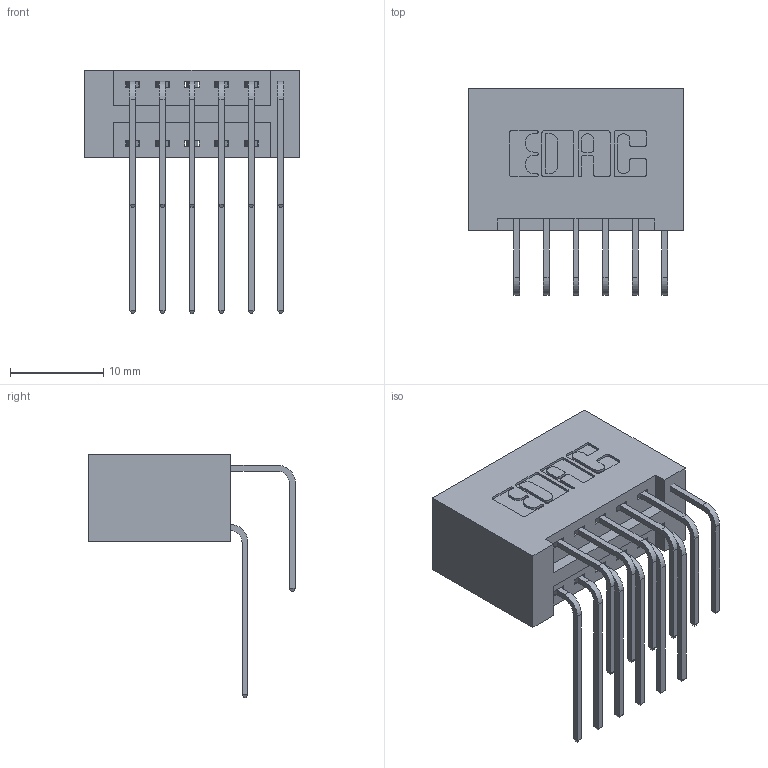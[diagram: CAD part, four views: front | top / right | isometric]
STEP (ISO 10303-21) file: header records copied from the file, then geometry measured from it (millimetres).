
FILE_DESCRIPTION (( 'STEP AP203' ), '1' );
FILE_NAME ('346-012-558-201.STEP', '2022-05-17T20:42:37', ( '' ), ( '' ), 'SwSTEP 2.0', 'SolidWorks 2020', '' );
FILE_SCHEMA (( 'CONFIG_CONTROL_DESIGN' ));
Length unit declared in the file: inch
Products named in the file (4): 346-012-558-201; 346 Part_No Mounting Lugs; 345-292-001_558 559 Tail - 1; 345-292-001_558 Tail - 2
Assembly tree (13 placements, depth 2):
  346-012-558-201
    346 Part_No Mounting Lugs
    345-292-001_558 559 Tail - 1  x6
    345-292-001_558 Tail - 2  x6
Bounding box: 23.11 x 22.16 x 26.16 mm (x, y, z)
Volume: 2627 mm3; surface area: 3628.6 mm2
Topology: 13 solids, 13 shells, 750 faces, 2195 edges, 1446 vertices
Faces by surface type: plane 506, cylinder 244
Entity records: 9815 total; most frequent: CARTESIAN_POINT 1709, ORIENTED_EDGE 1590, DIRECTION 1527, EDGE_CURVE 795, VECTOR 611, LINE 611, VERTEX_POINT 526, AXIS2_PLACEMENT_3D 458
